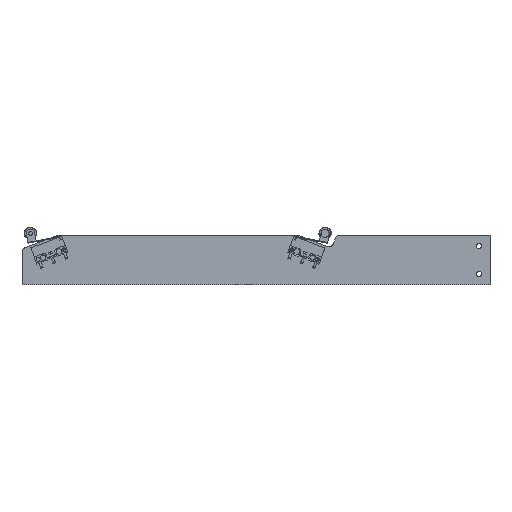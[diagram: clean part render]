
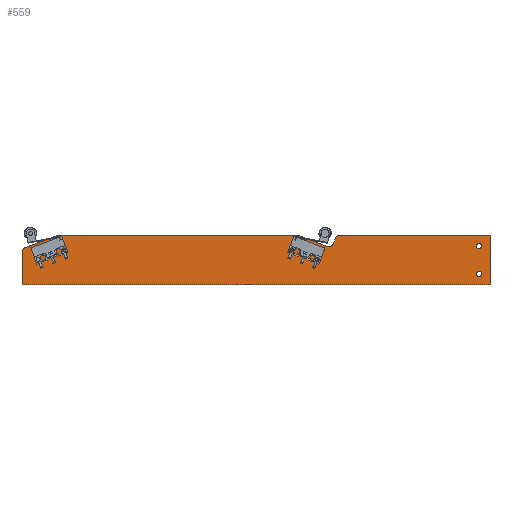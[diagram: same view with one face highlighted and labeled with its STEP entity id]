
A CAD part, top view. The second image highlights one B-rep face of the part: STEP entity #559.
In plain terms, the highlighted planar face has unit normal (0, 0, 1).
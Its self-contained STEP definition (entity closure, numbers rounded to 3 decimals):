
#60 = VERTEX_POINT('',#61);
#61 = CARTESIAN_POINT('',(0.,0.,1.575));
#67 = EDGE_CURVE('',#60,#68,#70,.T.);
#68 = VERTEX_POINT('',#69);
#69 = CARTESIAN_POINT('',(0.,12.7,1.575));
#70 = LINE('',#71,#72);
#71 = CARTESIAN_POINT('',(0.,0.,1.575));
#72 = VECTOR('',#73,1.);
#73 = DIRECTION('',(0.,1.,0.));
#98 = EDGE_CURVE('',#68,#99,#101,.T.);
#99 = VERTEX_POINT('',#100);
#100 = CARTESIAN_POINT('',(1.03,14.186,1.575));
#101 = CIRCLE('',#102,1.588);
#102 = AXIS2_PLACEMENT_3D('',#103,#104,#105);
#103 = CARTESIAN_POINT('',(1.588,12.699,1.575));
#104 = DIRECTION('',(0.,0.,-1.));
#105 = DIRECTION('',(-1.,0.001,0.));
#131 = EDGE_CURVE('',#99,#132,#134,.T.);
#132 = VERTEX_POINT('',#133);
#133 = CARTESIAN_POINT('',(13.72,18.949,1.575));
#134 = LINE('',#135,#136);
#135 = CARTESIAN_POINT('',(1.03,14.186,1.575));
#136 = VECTOR('',#137,1.);
#137 = DIRECTION('',(0.936,0.351,0.));
#162 = EDGE_CURVE('',#132,#163,#165,.T.);
#163 = VERTEX_POINT('',#164);
#164 = CARTESIAN_POINT('',(14.278,19.05,1.575));
#165 = CIRCLE('',#166,1.62);
#166 = AXIS2_PLACEMENT_3D('',#167,#168,#169);
#167 = CARTESIAN_POINT('',(14.283,17.43,1.575));
#168 = DIRECTION('',(0.,0.,-1.));
#169 = DIRECTION('',(-0.348,0.938,0.));
#195 = EDGE_CURVE('',#163,#196,#198,.T.);
#196 = VERTEX_POINT('',#197);
#197 = CARTESIAN_POINT('',(105.528,19.05,1.575));
#198 = LINE('',#199,#200);
#199 = CARTESIAN_POINT('',(14.278,19.05,1.575));
#200 = VECTOR('',#201,1.);
#201 = DIRECTION('',(1.,0.,0.));
#226 = EDGE_CURVE('',#196,#227,#229,.T.);
#227 = VERTEX_POINT('',#228);
#228 = CARTESIAN_POINT('',(106.086,18.949,1.575));
#229 = CIRCLE('',#230,1.632);
#230 = AXIS2_PLACEMENT_3D('',#231,#232,#233);
#231 = CARTESIAN_POINT('',(105.521,17.418,1.575));
#232 = DIRECTION('',(0.,0.,-1.));
#233 = DIRECTION('',(0.004,1.,0.));
#259 = EDGE_CURVE('',#227,#260,#262,.T.);
#260 = VERTEX_POINT('',#261);
#261 = CARTESIAN_POINT('',(117.427,14.692,1.575));
#262 = LINE('',#263,#264);
#263 = CARTESIAN_POINT('',(106.086,18.949,1.575));
#264 = VECTOR('',#265,1.);
#265 = DIRECTION('',(0.936,-0.351,0.));
#290 = EDGE_CURVE('',#260,#291,#293,.T.);
#291 = VERTEX_POINT('',#292);
#292 = CARTESIAN_POINT('',(119.471,15.621,1.575));
#293 = CIRCLE('',#294,1.587);
#294 = AXIS2_PLACEMENT_3D('',#295,#296,#297);
#295 = CARTESIAN_POINT('',(117.985,16.177,1.575));
#296 = DIRECTION('',(0.,0.,1.));
#297 = DIRECTION('',(-0.352,-0.936,0.));
#323 = EDGE_CURVE('',#291,#324,#326,.T.);
#324 = VERTEX_POINT('',#325);
#325 = CARTESIAN_POINT('',(120.372,18.02,1.575));
#326 = LINE('',#327,#328);
#327 = CARTESIAN_POINT('',(119.471,15.621,1.575));
#328 = VECTOR('',#329,1.);
#329 = DIRECTION('',(0.352,0.936,0.));
#354 = EDGE_CURVE('',#324,#355,#357,.T.);
#355 = VERTEX_POINT('',#356);
#356 = CARTESIAN_POINT('',(121.858,19.05,1.575));
#357 = CIRCLE('',#358,1.588);
#358 = AXIS2_PLACEMENT_3D('',#359,#360,#361);
#359 = CARTESIAN_POINT('',(121.859,17.462,1.575));
#360 = DIRECTION('',(0.,0.,-1.));
#361 = DIRECTION('',(-0.936,0.351,0.));
#387 = EDGE_CURVE('',#355,#388,#390,.T.);
#388 = VERTEX_POINT('',#389);
#389 = CARTESIAN_POINT('',(179.703,19.05,1.575));
#390 = LINE('',#391,#392);
#391 = CARTESIAN_POINT('',(121.858,19.05,1.575));
#392 = VECTOR('',#393,1.);
#393 = DIRECTION('',(1.,0.,0.));
#418 = EDGE_CURVE('',#388,#419,#421,.T.);
#419 = VERTEX_POINT('',#420);
#420 = CARTESIAN_POINT('',(179.703,0.,1.575));
#421 = LINE('',#422,#423);
#422 = CARTESIAN_POINT('',(179.703,19.05,1.575));
#423 = VECTOR('',#424,1.);
#424 = DIRECTION('',(0.,-1.,0.));
#449 = EDGE_CURVE('',#419,#60,#450,.T.);
#450 = LINE('',#451,#452);
#451 = CARTESIAN_POINT('',(179.703,0.,1.575));
#452 = VECTOR('',#453,1.);
#453 = DIRECTION('',(-1.,0.,0.));
#473 = VERTEX_POINT('',#474);
#474 = CARTESIAN_POINT('',(176.412,14.865,1.575));
#480 = EDGE_CURVE('',#473,#473,#481,.T.);
#481 = CIRCLE('',#482,1.016);
#482 = AXIS2_PLACEMENT_3D('',#483,#484,#485);
#483 = CARTESIAN_POINT('',(175.396,14.865,1.575));
#484 = DIRECTION('',(0.,0.,1.));
#485 = DIRECTION('',(1.,0.,0.));
#506 = VERTEX_POINT('',#507);
#507 = CARTESIAN_POINT('',(176.539,4.188,1.575));
#513 = EDGE_CURVE('',#506,#506,#514,.T.);
#514 = CIRCLE('',#515,1.016);
#515 = AXIS2_PLACEMENT_3D('',#516,#517,#518);
#516 = CARTESIAN_POINT('',(175.523,4.188,1.575));
#517 = DIRECTION('',(0.,0.,1.));
#518 = DIRECTION('',(1.,0.,0.));
#559 = ADVANCED_FACE('',(#560,#575,#578),#581,.T.);
#560 = FACE_BOUND('',#561,.F.);
#561 = EDGE_LOOP('',(#562,#563,#564,#565,#566,#567,#568,#569,#570,#571,
    #572,#573,#574));
#562 = ORIENTED_EDGE('',*,*,#67,.T.);
#563 = ORIENTED_EDGE('',*,*,#98,.T.);
#564 = ORIENTED_EDGE('',*,*,#131,.T.);
#565 = ORIENTED_EDGE('',*,*,#162,.T.);
#566 = ORIENTED_EDGE('',*,*,#195,.T.);
#567 = ORIENTED_EDGE('',*,*,#226,.T.);
#568 = ORIENTED_EDGE('',*,*,#259,.T.);
#569 = ORIENTED_EDGE('',*,*,#290,.T.);
#570 = ORIENTED_EDGE('',*,*,#323,.T.);
#571 = ORIENTED_EDGE('',*,*,#354,.T.);
#572 = ORIENTED_EDGE('',*,*,#387,.T.);
#573 = ORIENTED_EDGE('',*,*,#418,.T.);
#574 = ORIENTED_EDGE('',*,*,#449,.T.);
#575 = FACE_BOUND('',#576,.T.);
#576 = EDGE_LOOP('',(#577));
#577 = ORIENTED_EDGE('',*,*,#480,.F.);
#578 = FACE_BOUND('',#579,.T.);
#579 = EDGE_LOOP('',(#580));
#580 = ORIENTED_EDGE('',*,*,#513,.F.);
#581 = PLANE('',#582);
#582 = AXIS2_PLACEMENT_3D('',#583,#584,#585);
#583 = CARTESIAN_POINT('',(0.,0.,1.575));
#584 = DIRECTION('',(0.,0.,1.));
#585 = DIRECTION('',(1.,0.,0.));
